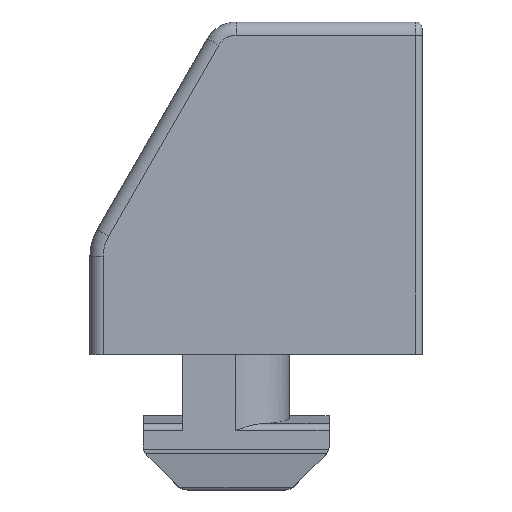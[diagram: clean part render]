
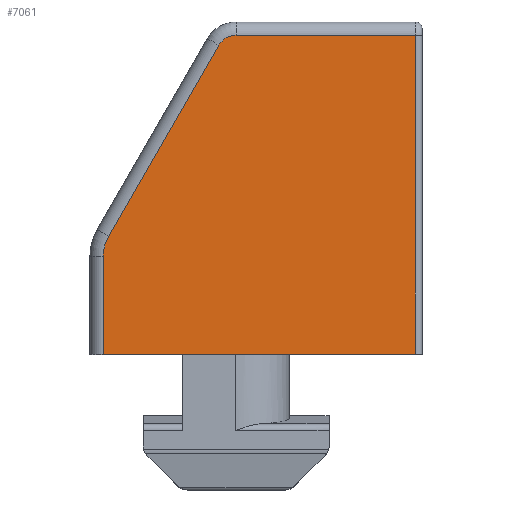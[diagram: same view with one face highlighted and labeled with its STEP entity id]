
A CAD part, top view. The second image highlights one B-rep face of the part: STEP entity #7061.
In plain terms, the highlighted planar face has unit normal (0, 0, 1).
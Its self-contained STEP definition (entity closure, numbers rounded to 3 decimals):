
#1411 = PLANE('',#1412);
#1412 = AXIS2_PLACEMENT_3D('',#1413,#1414,#1415);
#1413 = CARTESIAN_POINT('',(-11.866,0.,9.25));
#1414 = DIRECTION('',(0.,1.,0.));
#1415 = DIRECTION('',(0.,-0.,1.));
#3168 = VERTEX_POINT('',#3169);
#3169 = CARTESIAN_POINT('',(13.5,24.,9.25));
#3191 = CYLINDRICAL_SURFACE('',#3192,0.5);
#3192 = AXIS2_PLACEMENT_3D('',#3193,#3194,#3195);
#3193 = CARTESIAN_POINT('',(13.5,24.,8.75));
#3194 = DIRECTION('',(-0.,1.,0.));
#3195 = DIRECTION('',(0.,0.,-1.));
#3271 = CYLINDRICAL_SURFACE('',#3272,1.);
#3272 = AXIS2_PLACEMENT_3D('',#3273,#3274,#3275);
#3273 = CARTESIAN_POINT('',(13.5,24.,8.25));
#3274 = DIRECTION('',(1.,-0.,-0.));
#3275 = DIRECTION('',(0.,0.,1.));
#3405 = VERTEX_POINT('',#3406);
#3406 = CARTESIAN_POINT('',(13.5,0.,9.25));
#3452 = EDGE_CURVE('',#3168,#3405,#3453,.T.);
#3453 = SURFACE_CURVE('',#3454,(#3458,#3465),.PCURVE_S1.);
#3454 = LINE('',#3455,#3456);
#3455 = CARTESIAN_POINT('',(13.5,24.,9.25));
#3456 = VECTOR('',#3457,1.);
#3457 = DIRECTION('',(-0.,-1.,-0.));
#3458 = PCURVE('',#3191,#3459);
#3459 = DEFINITIONAL_REPRESENTATION('',(#3460),#3464);
#3460 = LINE('',#3461,#3462);
#3461 = CARTESIAN_POINT('',(3.142,0.));
#3462 = VECTOR('',#3463,1.);
#3463 = DIRECTION('',(0.,-1.));
#3464 = ( GEOMETRIC_REPRESENTATION_CONTEXT(2) 
PARAMETRIC_REPRESENTATION_CONTEXT() REPRESENTATION_CONTEXT('2D SPACE',''
  ) );
#3465 = PCURVE('',#3466,#3471);
#3466 = PLANE('',#3467);
#3467 = AXIS2_PLACEMENT_3D('',#3468,#3469,#3470);
#3468 = CARTESIAN_POINT('',(13.5,24.5,9.25));
#3469 = DIRECTION('',(0.,0.,1.));
#3470 = DIRECTION('',(1.,0.,-0.));
#3471 = DEFINITIONAL_REPRESENTATION('',(#3472),#3476);
#3472 = LINE('',#3473,#3474);
#3473 = CARTESIAN_POINT('',(0.,-0.5));
#3474 = VECTOR('',#3475,1.);
#3475 = DIRECTION('',(0.,-1.));
#3476 = ( GEOMETRIC_REPRESENTATION_CONTEXT(2) 
PARAMETRIC_REPRESENTATION_CONTEXT() REPRESENTATION_CONTEXT('2D SPACE',''
  ) );
#4355 = TOROIDAL_SURFACE('',#4356,3.,1.);
#4356 = AXIS2_PLACEMENT_3D('',#4357,#4358,#4359);
#4357 = CARTESIAN_POINT('',(-7.,7.376,8.25));
#4358 = DIRECTION('',(-0.,0.,-1.));
#4359 = DIRECTION('',(-1.,0.,0.));
#4375 = VERTEX_POINT('',#4376);
#4376 = CARTESIAN_POINT('',(-10.,7.376,9.25));
#4391 = CYLINDRICAL_SURFACE('',#4392,1.);
#4392 = AXIS2_PLACEMENT_3D('',#4393,#4394,#4395);
#4393 = CARTESIAN_POINT('',(-10.,7.376,8.25));
#4394 = DIRECTION('',(-0.,1.,0.));
#4395 = DIRECTION('',(0.,0.,-1.));
#4403 = EDGE_CURVE('',#4375,#4404,#4406,.T.);
#4404 = VERTEX_POINT('',#4405);
#4405 = CARTESIAN_POINT('',(-9.598,8.876,
    9.25));
#4406 = SURFACE_CURVE('',#4407,(#4412,#4419),.PCURVE_S1.);
#4407 = CIRCLE('',#4408,3.);
#4408 = AXIS2_PLACEMENT_3D('',#4409,#4410,#4411);
#4409 = CARTESIAN_POINT('',(-7.,7.376,9.25));
#4410 = DIRECTION('',(0.,0.,-1.));
#4411 = DIRECTION('',(-1.,0.,0.));
#4412 = PCURVE('',#4355,#4413);
#4413 = DEFINITIONAL_REPRESENTATION('',(#4414),#4418);
#4414 = LINE('',#4415,#4416);
#4415 = CARTESIAN_POINT('',(0.,4.712));
#4416 = VECTOR('',#4417,1.);
#4417 = DIRECTION('',(1.,0.));
#4418 = ( GEOMETRIC_REPRESENTATION_CONTEXT(2) 
PARAMETRIC_REPRESENTATION_CONTEXT() REPRESENTATION_CONTEXT('2D SPACE',''
  ) );
#4419 = PCURVE('',#3466,#4420);
#4420 = DEFINITIONAL_REPRESENTATION('',(#4421),#4429);
#4421 = ( BOUNDED_CURVE() B_SPLINE_CURVE(2,(#4422,#4423,#4424,#4425,
#4426,#4427,#4428),.UNSPECIFIED.,.T.,.F.) B_SPLINE_CURVE_WITH_KNOTS((1,2
    ,2,2,2,1),(-2.094,0.,2.094,4.189,
6.283,8.378),.UNSPECIFIED.) CURVE() 
GEOMETRIC_REPRESENTATION_ITEM() RATIONAL_B_SPLINE_CURVE((1.,0.5,1.,0.5,
1.,0.5,1.)) REPRESENTATION_ITEM('') );
#4422 = CARTESIAN_POINT('',(-23.5,-17.124));
#4423 = CARTESIAN_POINT('',(-23.5,-11.928));
#4424 = CARTESIAN_POINT('',(-19.,-14.526));
#4425 = CARTESIAN_POINT('',(-14.5,-17.124));
#4426 = CARTESIAN_POINT('',(-19.,-19.722));
#4427 = CARTESIAN_POINT('',(-23.5,-22.321));
#4428 = CARTESIAN_POINT('',(-23.5,-17.124));
#4429 = ( GEOMETRIC_REPRESENTATION_CONTEXT(2) 
PARAMETRIC_REPRESENTATION_CONTEXT() REPRESENTATION_CONTEXT('2D SPACE',''
  ) );
#4470 = CYLINDRICAL_SURFACE('',#4471,1.);
#4471 = AXIS2_PLACEMENT_3D('',#4472,#4473,#4474);
#4472 = CARTESIAN_POINT('',(-14.799,-0.133,8.25));
#4473 = DIRECTION('',(-0.5,-0.866,0.));
#4474 = DIRECTION('',(-0.866,0.5,0.));
#4722 = VERTEX_POINT('',#4723);
#4723 = CARTESIAN_POINT('',(-10.,0.,9.25));
#4745 = EDGE_CURVE('',#4375,#4722,#4746,.T.);
#4746 = SURFACE_CURVE('',#4747,(#4751,#4758),.PCURVE_S1.);
#4747 = LINE('',#4748,#4749);
#4748 = CARTESIAN_POINT('',(-10.,7.376,9.25));
#4749 = VECTOR('',#4750,1.);
#4750 = DIRECTION('',(-0.,-1.,-0.));
#4751 = PCURVE('',#4391,#4752);
#4752 = DEFINITIONAL_REPRESENTATION('',(#4753),#4757);
#4753 = LINE('',#4754,#4755);
#4754 = CARTESIAN_POINT('',(3.142,0.));
#4755 = VECTOR('',#4756,1.);
#4756 = DIRECTION('',(0.,-1.));
#4757 = ( GEOMETRIC_REPRESENTATION_CONTEXT(2) 
PARAMETRIC_REPRESENTATION_CONTEXT() REPRESENTATION_CONTEXT('2D SPACE',''
  ) );
#4758 = PCURVE('',#3466,#4759);
#4759 = DEFINITIONAL_REPRESENTATION('',(#4760),#4764);
#4760 = LINE('',#4761,#4762);
#4761 = CARTESIAN_POINT('',(-23.5,-17.124));
#4762 = VECTOR('',#4763,1.);
#4763 = DIRECTION('',(0.,-1.));
#4764 = ( GEOMETRIC_REPRESENTATION_CONTEXT(2) 
PARAMETRIC_REPRESENTATION_CONTEXT() REPRESENTATION_CONTEXT('2D SPACE',''
  ) );
#4800 = EDGE_CURVE('',#4404,#4801,#4803,.T.);
#4801 = VERTEX_POINT('',#4802);
#4802 = CARTESIAN_POINT('',(-1.299,23.25,9.25));
#4803 = SURFACE_CURVE('',#4804,(#4808,#4815),.PCURVE_S1.);
#4804 = LINE('',#4805,#4806);
#4805 = CARTESIAN_POINT('',(-14.799,-0.133,9.25));
#4806 = VECTOR('',#4807,1.);
#4807 = DIRECTION('',(0.5,0.866,-0.));
#4808 = PCURVE('',#4470,#4809);
#4809 = DEFINITIONAL_REPRESENTATION('',(#4810),#4814);
#4810 = LINE('',#4811,#4812);
#4811 = CARTESIAN_POINT('',(4.712,0.));
#4812 = VECTOR('',#4813,1.);
#4813 = DIRECTION('',(0.,-1.));
#4814 = ( GEOMETRIC_REPRESENTATION_CONTEXT(2) 
PARAMETRIC_REPRESENTATION_CONTEXT() REPRESENTATION_CONTEXT('2D SPACE',''
  ) );
#4815 = PCURVE('',#3466,#4816);
#4816 = DEFINITIONAL_REPRESENTATION('',(#4817),#4821);
#4817 = LINE('',#4818,#4819);
#4818 = CARTESIAN_POINT('',(-28.299,-24.633));
#4819 = VECTOR('',#4820,1.);
#4820 = DIRECTION('',(0.5,0.866));
#4821 = ( GEOMETRIC_REPRESENTATION_CONTEXT(2) 
PARAMETRIC_REPRESENTATION_CONTEXT() REPRESENTATION_CONTEXT('2D SPACE',''
  ) );
#4838 = TOROIDAL_SURFACE('',#4839,1.5,1.);
#4839 = AXIS2_PLACEMENT_3D('',#4840,#4841,#4842);
#4840 = CARTESIAN_POINT('',(0.,22.5,8.25));
#4841 = DIRECTION('',(-0.,0.,-1.));
#4842 = DIRECTION('',(-1.,0.,0.));
#5181 = VERTEX_POINT('',#5182);
#5182 = CARTESIAN_POINT('',(0.,24.,9.25));
#5204 = EDGE_CURVE('',#3168,#5181,#5205,.T.);
#5205 = SURFACE_CURVE('',#5206,(#5210,#5217),.PCURVE_S1.);
#5206 = LINE('',#5207,#5208);
#5207 = CARTESIAN_POINT('',(13.5,24.,9.25));
#5208 = VECTOR('',#5209,1.);
#5209 = DIRECTION('',(-1.,-0.,-0.));
#5210 = PCURVE('',#3271,#5211);
#5211 = DEFINITIONAL_REPRESENTATION('',(#5212),#5216);
#5212 = LINE('',#5213,#5214);
#5213 = CARTESIAN_POINT('',(6.283,0.));
#5214 = VECTOR('',#5215,1.);
#5215 = DIRECTION('',(0.,-1.));
#5216 = ( GEOMETRIC_REPRESENTATION_CONTEXT(2) 
PARAMETRIC_REPRESENTATION_CONTEXT() REPRESENTATION_CONTEXT('2D SPACE',''
  ) );
#5217 = PCURVE('',#3466,#5218);
#5218 = DEFINITIONAL_REPRESENTATION('',(#5219),#5223);
#5219 = LINE('',#5220,#5221);
#5220 = CARTESIAN_POINT('',(0.,-0.5));
#5221 = VECTOR('',#5222,1.);
#5222 = DIRECTION('',(-1.,0.));
#5223 = ( GEOMETRIC_REPRESENTATION_CONTEXT(2) 
PARAMETRIC_REPRESENTATION_CONTEXT() REPRESENTATION_CONTEXT('2D SPACE',''
  ) );
#5507 = EDGE_CURVE('',#4801,#5181,#5508,.T.);
#5508 = SURFACE_CURVE('',#5509,(#5514,#5521),.PCURVE_S1.);
#5509 = CIRCLE('',#5510,1.5);
#5510 = AXIS2_PLACEMENT_3D('',#5511,#5512,#5513);
#5511 = CARTESIAN_POINT('',(0.,22.5,9.25));
#5512 = DIRECTION('',(0.,0.,-1.));
#5513 = DIRECTION('',(-1.,0.,0.));
#5514 = PCURVE('',#4838,#5515);
#5515 = DEFINITIONAL_REPRESENTATION('',(#5516),#5520);
#5516 = LINE('',#5517,#5518);
#5517 = CARTESIAN_POINT('',(0.,4.712));
#5518 = VECTOR('',#5519,1.);
#5519 = DIRECTION('',(1.,0.));
#5520 = ( GEOMETRIC_REPRESENTATION_CONTEXT(2) 
PARAMETRIC_REPRESENTATION_CONTEXT() REPRESENTATION_CONTEXT('2D SPACE',''
  ) );
#5521 = PCURVE('',#3466,#5522);
#5522 = DEFINITIONAL_REPRESENTATION('',(#5523),#5531);
#5523 = ( BOUNDED_CURVE() B_SPLINE_CURVE(2,(#5524,#5525,#5526,#5527,
#5528,#5529,#5530),.UNSPECIFIED.,.T.,.F.) B_SPLINE_CURVE_WITH_KNOTS((1,2
    ,2,2,2,1),(-2.094,0.,2.094,4.189,
6.283,8.378),.UNSPECIFIED.) CURVE() 
GEOMETRIC_REPRESENTATION_ITEM() RATIONAL_B_SPLINE_CURVE((1.,0.5,1.,0.5,
1.,0.5,1.)) REPRESENTATION_ITEM('') );
#5524 = CARTESIAN_POINT('',(-15.,-2.));
#5525 = CARTESIAN_POINT('',(-15.,0.598));
#5526 = CARTESIAN_POINT('',(-12.75,-0.701));
#5527 = CARTESIAN_POINT('',(-10.5,-2.));
#5528 = CARTESIAN_POINT('',(-12.75,-3.299));
#5529 = CARTESIAN_POINT('',(-15.,-4.598));
#5530 = CARTESIAN_POINT('',(-15.,-2.));
#5531 = ( GEOMETRIC_REPRESENTATION_CONTEXT(2) 
PARAMETRIC_REPRESENTATION_CONTEXT() REPRESENTATION_CONTEXT('2D SPACE',''
  ) );
#6964 = EDGE_CURVE('',#4722,#3405,#6965,.T.);
#6965 = SURFACE_CURVE('',#6966,(#6970,#6977),.PCURVE_S1.);
#6966 = LINE('',#6967,#6968);
#6967 = CARTESIAN_POINT('',(-11.866,0.,9.25));
#6968 = VECTOR('',#6969,1.);
#6969 = DIRECTION('',(1.,0.,0.));
#6970 = PCURVE('',#1411,#6971);
#6971 = DEFINITIONAL_REPRESENTATION('',(#6972),#6976);
#6972 = LINE('',#6973,#6974);
#6973 = CARTESIAN_POINT('',(0.,0.));
#6974 = VECTOR('',#6975,1.);
#6975 = DIRECTION('',(0.,1.));
#6976 = ( GEOMETRIC_REPRESENTATION_CONTEXT(2) 
PARAMETRIC_REPRESENTATION_CONTEXT() REPRESENTATION_CONTEXT('2D SPACE',''
  ) );
#6977 = PCURVE('',#3466,#6978);
#6978 = DEFINITIONAL_REPRESENTATION('',(#6979),#6983);
#6979 = LINE('',#6980,#6981);
#6980 = CARTESIAN_POINT('',(-25.366,-24.5));
#6981 = VECTOR('',#6982,1.);
#6982 = DIRECTION('',(1.,0.));
#6983 = ( GEOMETRIC_REPRESENTATION_CONTEXT(2) 
PARAMETRIC_REPRESENTATION_CONTEXT() REPRESENTATION_CONTEXT('2D SPACE',''
  ) );
#7061 = ADVANCED_FACE('',(#7062),#3466,.T.);
#7062 = FACE_BOUND('',#7063,.T.);
#7063 = EDGE_LOOP('',(#7064,#7065,#7066,#7067,#7068,#7069,#7070));
#7064 = ORIENTED_EDGE('',*,*,#6964,.T.);
#7065 = ORIENTED_EDGE('',*,*,#3452,.F.);
#7066 = ORIENTED_EDGE('',*,*,#5204,.T.);
#7067 = ORIENTED_EDGE('',*,*,#5507,.F.);
#7068 = ORIENTED_EDGE('',*,*,#4800,.F.);
#7069 = ORIENTED_EDGE('',*,*,#4403,.F.);
#7070 = ORIENTED_EDGE('',*,*,#4745,.T.);
